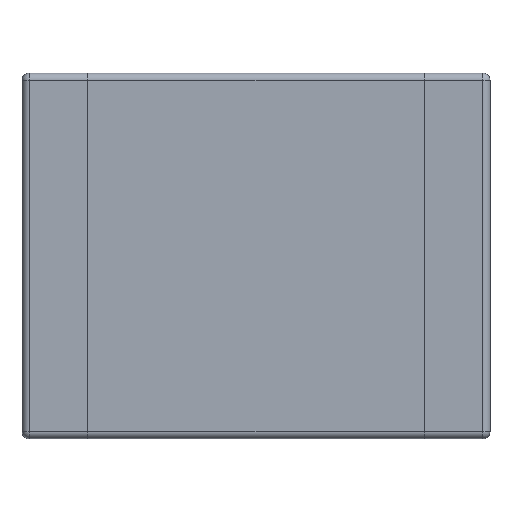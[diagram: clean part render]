
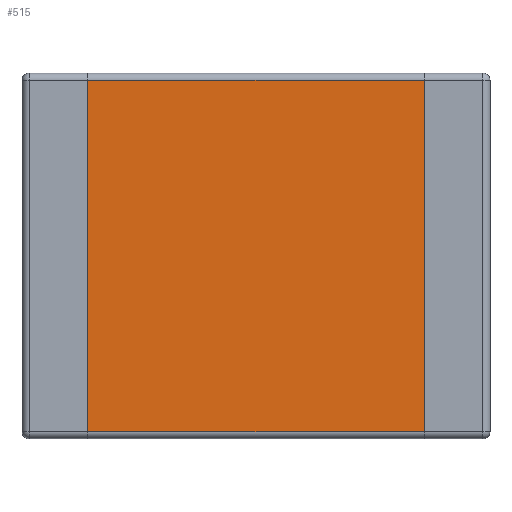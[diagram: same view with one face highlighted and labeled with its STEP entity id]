
A CAD part, front view. The second image highlights one B-rep face of the part: STEP entity #515.
In plain terms, the highlighted planar face has unit normal (0, -1, 0).
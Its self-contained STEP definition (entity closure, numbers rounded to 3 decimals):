
#114 = DIRECTION ( 'NONE',  ( 0., 0., 1. ) ) ;
#115 = VECTOR ( 'NONE', #114, 1000. ) ;
#116 = CARTESIAN_POINT ( 'NONE',  ( -1.15, 0., -1.25 ) ) ;
#117 = LINE ( 'NONE', #116, #115 ) ;
#122 = CARTESIAN_POINT ( 'NONE',  ( -1.15, 0., -1.2 ) ) ;
#185 = CARTESIAN_POINT ( 'NONE',  ( 1.15, 0., 1.2 ) ) ;
#216 = CARTESIAN_POINT ( 'NONE',  ( -1.15, 0., 1.2 ) ) ;
#266 = DIRECTION ( 'NONE',  ( 1., 0., 0. ) ) ;
#267 = VECTOR ( 'NONE', #266, 1000. ) ;
#268 = CARTESIAN_POINT ( 'NONE',  ( 1.6, 0., -1.2 ) ) ;
#269 = LINE ( 'NONE', #268, #267 ) ;
#317 = DIRECTION ( 'NONE',  ( -1., 0., 0. ) ) ;
#318 = VECTOR ( 'NONE', #317, 1000. ) ;
#319 = CARTESIAN_POINT ( 'NONE',  ( -1.6, 0., 1.2 ) ) ;
#320 = LINE ( 'NONE', #319, #318 ) ;
#511 = EDGE_LOOP ( 'NONE', ( #1631, #1630, #1628, #1627 ) ) ;
#515 = ADVANCED_FACE ( 'NONE', ( #869 ), #854, .T. ) ;
#565 = EDGE_CURVE ( 'NONE', #779, #566, #1047, .T. ) ;
#566 = VERTEX_POINT ( 'NONE', #1043 ) ;
#763 = VERTEX_POINT ( 'NONE', #122 ) ;
#765 = EDGE_CURVE ( 'NONE', #763, #792, #117, .T. ) ;
#779 = VERTEX_POINT ( 'NONE', #185 ) ;
#792 = VERTEX_POINT ( 'NONE', #216 ) ;
#853 = AXIS2_PLACEMENT_3D ( 'NONE', #908, #907, #906 ) ;
#854 = PLANE ( 'NONE',  #853 ) ;
#869 = FACE_OUTER_BOUND ( 'NONE', #511, .T. ) ;
#906 = DIRECTION ( 'NONE',  ( 0., 0., -1. ) ) ;
#907 = DIRECTION ( 'NONE',  ( 0., -1., 0. ) ) ;
#908 = CARTESIAN_POINT ( 'NONE',  ( 1.6, 0., -1.25 ) ) ;
#1043 = CARTESIAN_POINT ( 'NONE',  ( 1.15, 0., -1.2 ) ) ;
#1044 = DIRECTION ( 'NONE',  ( 0., 0., -1. ) ) ;
#1045 = VECTOR ( 'NONE', #1044, 1000. ) ;
#1046 = CARTESIAN_POINT ( 'NONE',  ( 1.15, 0., -1.25 ) ) ;
#1047 = LINE ( 'NONE', #1046, #1045 ) ;
#1627 = ORIENTED_EDGE ( 'NONE', *, *, #1643, .T. ) ;
#1628 = ORIENTED_EDGE ( 'NONE', *, *, #565, .F. ) ;
#1629 = EDGE_CURVE ( 'NONE', #763, #566, #269, .T. ) ;
#1630 = ORIENTED_EDGE ( 'NONE', *, *, #1629, .T. ) ;
#1631 = ORIENTED_EDGE ( 'NONE', *, *, #765, .F. ) ;
#1643 = EDGE_CURVE ( 'NONE', #779, #792, #320, .T. ) ;
